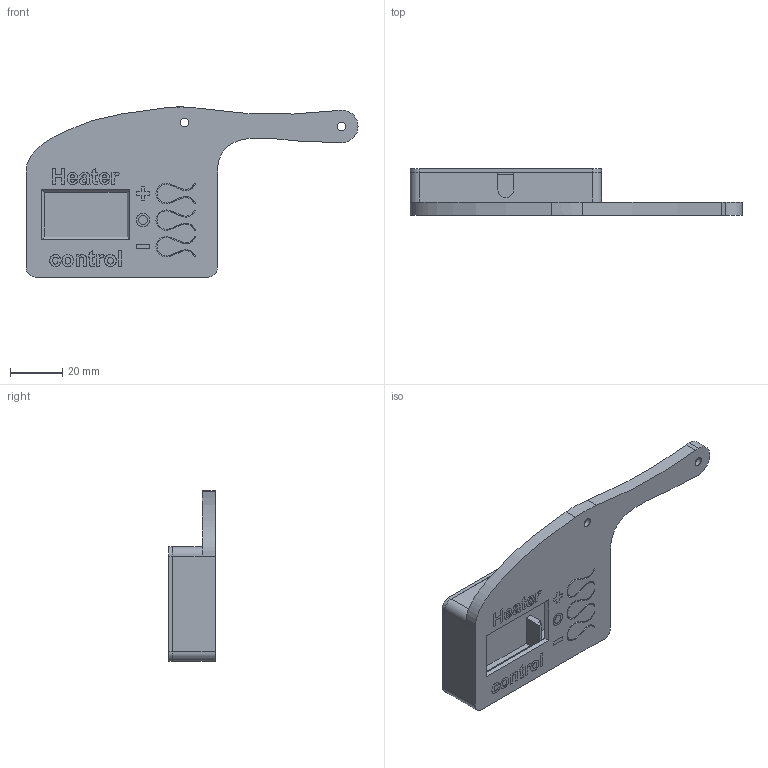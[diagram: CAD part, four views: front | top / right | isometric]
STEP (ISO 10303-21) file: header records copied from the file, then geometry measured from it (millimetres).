
FILE_DESCRIPTION(/* description */ (''),/* implementation_level */ '2;1');
FILE_NAME(/* name */ 'Display_Case.step',/* time_stamp */ '2023-10-29T19:18:35+01:00',/* author */ (''),/* organization */ (''),/* preprocessor_version */ 'ST-DEVELOPER v20',/* originating_system */ 'Autodesk Translation Framework v12.14.0.127',/* authorisation */ '');
FILE_SCHEMA (('AUTOMOTIVE_DESIGN { 1 0 10303 214 3 1 1 }'));
Length unit declared in the file: millimetre
Products named in the file (2): Display_Case; Display_Case_Back
Assembly tree (1 placements, depth 2):
  Display_Case
    Display_Case_Back
Bounding box: 126.8 x 17.8 x 64.98 mm (x, y, z)
Volume: 30982.5 mm3; surface area: 25560.3 mm2
Topology: 2 solids, 2 shells, 469 faces, 1288 edges, 850 vertices
Faces by surface type: plane 212, bspline 185, cylinder 72
Full cylindrical faces by diameter (mm): 2.6 x4, 3.3 x6, 3.4 x1, 4 x6, 5 x5
Entity records: 17200 total; most frequent: CARTESIAN_POINT 6321, ORIENTED_EDGE 2576, DIRECTION 1652, EDGE_CURVE 1288, VERTEX_POINT 850, LINE 754, VECTOR 754, EDGE_LOOP 524
